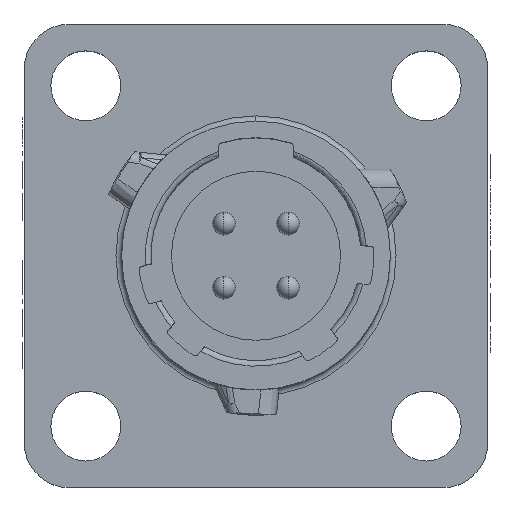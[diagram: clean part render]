
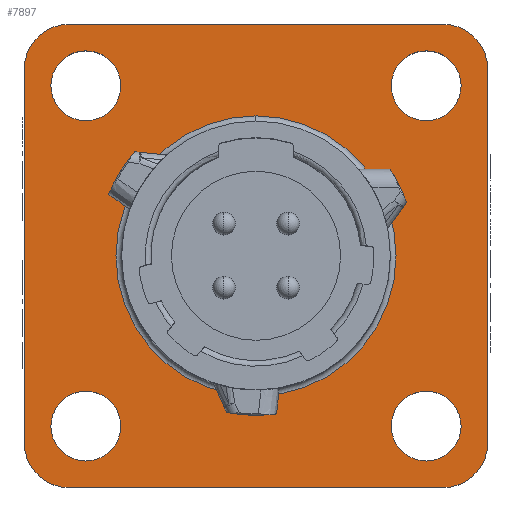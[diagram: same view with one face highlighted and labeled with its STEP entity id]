
A CAD part, top view. The second image highlights one B-rep face of the part: STEP entity #7897.
In plain terms, the highlighted planar face has unit normal (0, 0, 1).
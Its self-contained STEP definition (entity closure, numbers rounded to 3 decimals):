
#1=DIRECTION('',(1.,0.,0.));
#2=VECTOR('',#1,16.55);
#3=CARTESIAN_POINT('',(-8.275,10.275,-8.1));
#4=LINE('',#3,#2);
#5=CARTESIAN_POINT('',(8.275,8.275,-8.1));
#6=DIRECTION('',(0.,0.,1.));
#7=DIRECTION('',(1.,0.,0.));
#8=AXIS2_PLACEMENT_3D('',#5,#6,#7);
#10=DIRECTION('',(0.,-1.,0.));
#11=VECTOR('',#10,16.55);
#12=CARTESIAN_POINT('',(10.275,8.275,-8.1));
#13=LINE('',#12,#11);
#14=CARTESIAN_POINT('',(8.275,-8.275,-8.1));
#15=DIRECTION('',(0.,0.,1.));
#16=DIRECTION('',(0.,-1.,0.));
#17=AXIS2_PLACEMENT_3D('',#14,#15,#16);
#19=DIRECTION('',(-1.,0.,0.));
#20=VECTOR('',#19,16.55);
#21=CARTESIAN_POINT('',(8.275,-10.275,-8.1));
#22=LINE('',#21,#20);
#23=CARTESIAN_POINT('',(-8.275,-8.275,-8.1));
#24=DIRECTION('',(0.,0.,1.));
#25=DIRECTION('',(-1.,0.,0.));
#26=AXIS2_PLACEMENT_3D('',#23,#24,#25);
#28=DIRECTION('',(0.,1.,0.));
#29=VECTOR('',#28,16.55);
#30=CARTESIAN_POINT('',(-10.275,-8.275,-8.1));
#31=LINE('',#30,#29);
#32=CARTESIAN_POINT('',(-8.275,8.275,-8.1));
#33=DIRECTION('',(0.,0.,1.));
#34=DIRECTION('',(0.,1.,0.));
#35=AXIS2_PLACEMENT_3D('',#32,#33,#34);
#37=CARTESIAN_POINT('',(0.,0.,-8.1));
#38=DIRECTION('',(0.,0.,-1.));
#39=DIRECTION('',(0.,-1.,0.));
#40=AXIS2_PLACEMENT_3D('',#37,#38,#39);
#42=CARTESIAN_POINT('',(0.,0.,-8.1));
#43=DIRECTION('',(0.,0.,-1.));
#44=DIRECTION('',(0.,1.,0.));
#45=AXIS2_PLACEMENT_3D('',#42,#43,#44);
#47=CARTESIAN_POINT('',(7.545,7.545,-8.1));
#48=DIRECTION('',(0.,0.,1.));
#49=DIRECTION('',(1.,0.,0.));
#50=AXIS2_PLACEMENT_3D('',#47,#48,#49);
#52=CARTESIAN_POINT('',(7.545,7.545,-8.1));
#53=DIRECTION('',(0.,0.,1.));
#54=DIRECTION('',(-1.,0.,0.));
#55=AXIS2_PLACEMENT_3D('',#52,#53,#54);
#57=CARTESIAN_POINT('',(7.545,-7.545,-8.1));
#58=DIRECTION('',(0.,0.,1.));
#59=DIRECTION('',(1.,0.,0.));
#60=AXIS2_PLACEMENT_3D('',#57,#58,#59);
#62=CARTESIAN_POINT('',(7.545,-7.545,-8.1));
#63=DIRECTION('',(0.,0.,1.));
#64=DIRECTION('',(-1.,0.,0.));
#65=AXIS2_PLACEMENT_3D('',#62,#63,#64);
#67=CARTESIAN_POINT('',(-7.545,-7.545,-8.1));
#68=DIRECTION('',(0.,0.,1.));
#69=DIRECTION('',(1.,0.,0.));
#70=AXIS2_PLACEMENT_3D('',#67,#68,#69);
#72=CARTESIAN_POINT('',(-7.545,-7.545,-8.1));
#73=DIRECTION('',(0.,0.,1.));
#74=DIRECTION('',(-1.,0.,0.));
#75=AXIS2_PLACEMENT_3D('',#72,#73,#74);
#77=CARTESIAN_POINT('',(-7.545,7.545,-8.1));
#78=DIRECTION('',(0.,0.,1.));
#79=DIRECTION('',(1.,0.,0.));
#80=AXIS2_PLACEMENT_3D('',#77,#78,#79);
#82=CARTESIAN_POINT('',(-7.545,7.545,-8.1));
#83=DIRECTION('',(0.,0.,1.));
#84=DIRECTION('',(-1.,0.,0.));
#85=AXIS2_PLACEMENT_3D('',#82,#83,#84);
#6143=CARTESIAN_POINT('',(-8.275,10.275,-8.1));
#6144=CARTESIAN_POINT('',(8.275,10.275,-8.1));
#6145=VERTEX_POINT('',#6143);
#6146=VERTEX_POINT('',#6144);
#6147=CARTESIAN_POINT('',(10.275,8.275,-8.1));
#6148=CARTESIAN_POINT('',(10.275,-8.275,-8.1));
#6149=VERTEX_POINT('',#6147);
#6150=VERTEX_POINT('',#6148);
#6151=CARTESIAN_POINT('',(8.275,-10.275,-8.1));
#6152=CARTESIAN_POINT('',(-8.275,-10.275,-8.1));
#6153=VERTEX_POINT('',#6151);
#6154=VERTEX_POINT('',#6152);
#6155=CARTESIAN_POINT('',(-10.275,-8.275,-8.1));
#6156=CARTESIAN_POINT('',(-10.275,8.275,-8.1));
#6157=VERTEX_POINT('',#6155);
#6158=VERTEX_POINT('',#6156);
#7560=CARTESIAN_POINT('',(0.,-6.21,-8.1));
#7561=CARTESIAN_POINT('',(0.,6.21,-8.1));
#7562=VERTEX_POINT('',#7560);
#7563=VERTEX_POINT('',#7561);
#7564=CARTESIAN_POINT('',(9.095,7.545,-8.1));
#7565=CARTESIAN_POINT('',(5.995,7.545,-8.1));
#7566=VERTEX_POINT('',#7564);
#7567=VERTEX_POINT('',#7565);
#7568=CARTESIAN_POINT('',(9.095,-7.545,-8.1));
#7569=CARTESIAN_POINT('',(5.995,-7.545,-8.1));
#7570=VERTEX_POINT('',#7568);
#7571=VERTEX_POINT('',#7569);
#7572=CARTESIAN_POINT('',(-5.995,-7.545,-8.1));
#7573=CARTESIAN_POINT('',(-9.095,-7.545,-8.1));
#7574=VERTEX_POINT('',#7572);
#7575=VERTEX_POINT('',#7573);
#7576=CARTESIAN_POINT('',(-5.995,7.545,-8.1));
#7577=CARTESIAN_POINT('',(-9.095,7.545,-8.1));
#7578=VERTEX_POINT('',#7576);
#7579=VERTEX_POINT('',#7577);
#7844=CARTESIAN_POINT('',(0.,0.,-8.1));
#7845=DIRECTION('',(0.,0.,-1.));
#7846=DIRECTION('',(0.,-1.,0.));
#7847=AXIS2_PLACEMENT_3D('',#7844,#7845,#7846);
#7848=PLANE('',#7847);
#7850=ORIENTED_EDGE('',*,*,#7849,.T.);
#7852=ORIENTED_EDGE('',*,*,#7851,.F.);
#7854=ORIENTED_EDGE('',*,*,#7853,.T.);
#7856=ORIENTED_EDGE('',*,*,#7855,.F.);
#7858=ORIENTED_EDGE('',*,*,#7857,.T.);
#7860=ORIENTED_EDGE('',*,*,#7859,.F.);
#7862=ORIENTED_EDGE('',*,*,#7861,.T.);
#7864=ORIENTED_EDGE('',*,*,#7863,.F.);
#7865=EDGE_LOOP('',(#7850,#7852,#7854,#7856,#7858,#7860,#7862,#7864));
#7866=FACE_OUTER_BOUND('',#7865,.F.);
#7868=ORIENTED_EDGE('',*,*,#7867,.F.);
#7870=ORIENTED_EDGE('',*,*,#7869,.F.);
#7871=EDGE_LOOP('',(#7868,#7870));
#7872=FACE_BOUND('',#7871,.F.);
#7874=ORIENTED_EDGE('',*,*,#7873,.T.);
#7876=ORIENTED_EDGE('',*,*,#7875,.T.);
#7877=EDGE_LOOP('',(#7874,#7876));
#7878=FACE_BOUND('',#7877,.F.);
#7880=ORIENTED_EDGE('',*,*,#7879,.T.);
#7882=ORIENTED_EDGE('',*,*,#7881,.T.);
#7883=EDGE_LOOP('',(#7880,#7882));
#7884=FACE_BOUND('',#7883,.F.);
#7886=ORIENTED_EDGE('',*,*,#7885,.T.);
#7888=ORIENTED_EDGE('',*,*,#7887,.T.);
#7889=EDGE_LOOP('',(#7886,#7888));
#7890=FACE_BOUND('',#7889,.F.);
#7892=ORIENTED_EDGE('',*,*,#7891,.T.);
#7894=ORIENTED_EDGE('',*,*,#7893,.T.);
#7895=EDGE_LOOP('',(#7892,#7894));
#7896=FACE_BOUND('',#7895,.F.);
#7897=ADVANCED_FACE('',(#7866,#7872,#7878,#7884,#7890,#7896),#7848,.F.);
#9=CIRCLE('',#8,2.);
#18=CIRCLE('',#17,2.);
#27=CIRCLE('',#26,2.);
#36=CIRCLE('',#35,2.);
#41=CIRCLE('',#40,6.21);
#46=CIRCLE('',#45,6.21);
#51=CIRCLE('',#50,1.55);
#56=CIRCLE('',#55,1.55);
#61=CIRCLE('',#60,1.55);
#66=CIRCLE('',#65,1.55);
#71=CIRCLE('',#70,1.55);
#76=CIRCLE('',#75,1.55);
#81=CIRCLE('',#80,1.55);
#86=CIRCLE('',#85,1.55);
#7849=EDGE_CURVE('',#6145,#6146,#4,.T.);
#7851=EDGE_CURVE('',#6149,#6146,#9,.T.);
#7853=EDGE_CURVE('',#6149,#6150,#13,.T.);
#7855=EDGE_CURVE('',#6153,#6150,#18,.T.);
#7857=EDGE_CURVE('',#6153,#6154,#22,.T.);
#7859=EDGE_CURVE('',#6157,#6154,#27,.T.);
#7861=EDGE_CURVE('',#6157,#6158,#31,.T.);
#7863=EDGE_CURVE('',#6145,#6158,#36,.T.);
#7867=EDGE_CURVE('',#7562,#7563,#41,.T.);
#7869=EDGE_CURVE('',#7563,#7562,#46,.T.);
#7873=EDGE_CURVE('',#7566,#7567,#51,.T.);
#7875=EDGE_CURVE('',#7567,#7566,#56,.T.);
#7879=EDGE_CURVE('',#7570,#7571,#61,.T.);
#7881=EDGE_CURVE('',#7571,#7570,#66,.T.);
#7885=EDGE_CURVE('',#7574,#7575,#71,.T.);
#7887=EDGE_CURVE('',#7575,#7574,#76,.T.);
#7891=EDGE_CURVE('',#7578,#7579,#81,.T.);
#7893=EDGE_CURVE('',#7579,#7578,#86,.T.);
